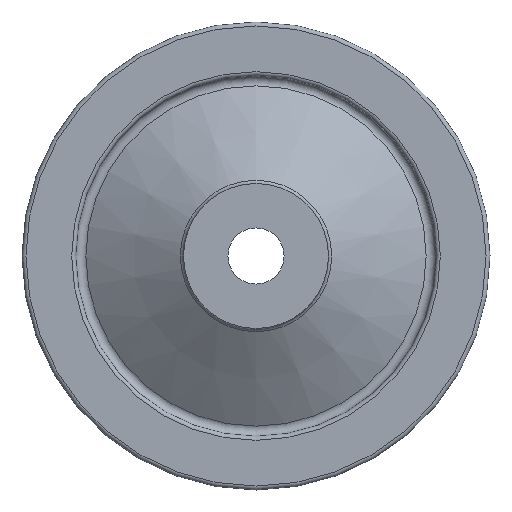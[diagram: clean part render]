
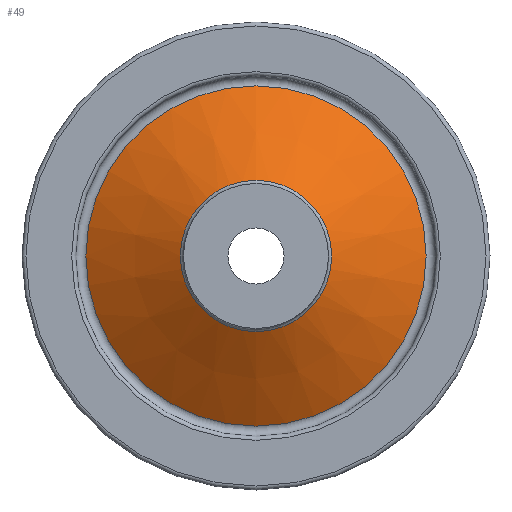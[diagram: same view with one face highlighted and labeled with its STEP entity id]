
A CAD part, left-side view. The second image highlights one B-rep face of the part: STEP entity #49.
In plain terms, the highlighted conical face has half-angle 57.989 degrees and reference radius 16.166 mm.
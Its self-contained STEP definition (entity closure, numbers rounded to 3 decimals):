
#49 = ADVANCED_FACE( '', ( #110, #111 ), #112, .T. );
#110 = FACE_OUTER_BOUND( '', #193, .T. );
#111 = FACE_BOUND( '', #194, .T. );
#112 = CONICAL_SURFACE( '', #195, 16.166, 1.012 );
#193 = EDGE_LOOP( '', ( #276 ) );
#194 = EDGE_LOOP( '', ( #277 ) );
#195 = AXIS2_PLACEMENT_3D( '', #278, #279, #280 );
#276 = ORIENTED_EDGE( '', *, *, #379, .F. );
#277 = ORIENTED_EDGE( '', *, *, #381, .T. );
#278 = CARTESIAN_POINT( '', ( 10.46, 0., 0. ) );
#279 = DIRECTION( '', ( 1., 0., 0. ) );
#280 = DIRECTION( '', ( 0., 0., -1. ) );
#379 = EDGE_CURVE( '', #422, #422, #423, .T. );
#381 = EDGE_CURVE( '', #425, #425, #426, .T. );
#422 = VERTEX_POINT( '', #479 );
#423 = CIRCLE( '', #480, 36.357 );
#425 = VERTEX_POINT( '', #482 );
#426 = CIRCLE( '', #483, 16.166 );
#479 = CARTESIAN_POINT( '', ( 23.082, 0., -36.357 ) );
#480 = AXIS2_PLACEMENT_3D( '', #538, #539, #540 );
#482 = CARTESIAN_POINT( '', ( 10.46, 0., -16.166 ) );
#483 = AXIS2_PLACEMENT_3D( '', #541, #542, #543 );
#538 = CARTESIAN_POINT( '', ( 23.082, 0., 0. ) );
#539 = DIRECTION( '', ( 1., 0., 0. ) );
#540 = DIRECTION( '', ( 0., 0., -1. ) );
#541 = CARTESIAN_POINT( '', ( 10.46, 0., 0. ) );
#542 = DIRECTION( '', ( 1., 0., 0. ) );
#543 = DIRECTION( '', ( 0., 0., -1. ) );
